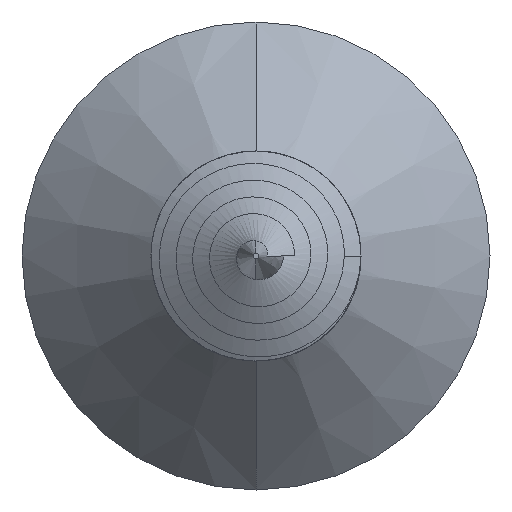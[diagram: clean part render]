
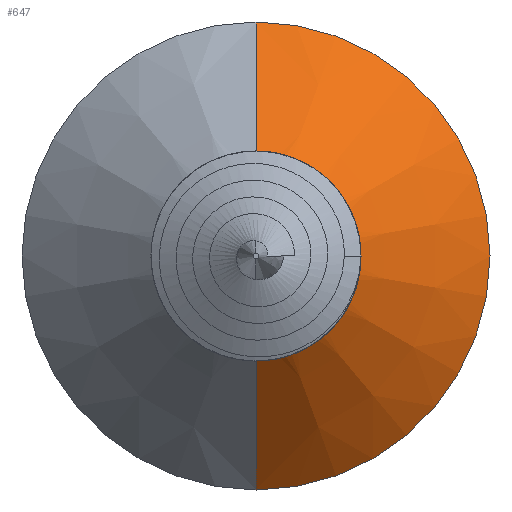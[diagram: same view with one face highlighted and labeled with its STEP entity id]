
A CAD part, front view. The second image highlights one B-rep face of the part: STEP entity #647.
In plain terms, the highlighted conical face has half-angle 45 degrees and reference radius 2.5 mm.
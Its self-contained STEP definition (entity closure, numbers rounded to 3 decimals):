
#8 = CARTESIAN_POINT ( 'NONE',  ( 0., 40., 0. ) ) ;
#9 = DIRECTION ( 'NONE',  ( 0., 1., 0. ) ) ;
#10 = DIRECTION ( 'NONE',  ( 0., 0., 1. ) ) ;
#441 = CARTESIAN_POINT ( 'NONE',  ( 0., 35., 2.5 ) ) ;
#450 = CARTESIAN_POINT ( 'NONE',  ( 0., 40., -7.5 ) ) ;
#520 = CARTESIAN_POINT ( 'NONE',  ( 0., 40., 7.5 ) ) ;
#546 = CARTESIAN_POINT ( 'NONE',  ( 0., 35., -2.5 ) ) ;
#647 = ADVANCED_FACE ( 'NONE', ( #3275 ), #3979, .T. ) ;
#1583 = CARTESIAN_POINT ( 'NONE',  ( 0., 35., 0. ) ) ;
#1584 = DIRECTION ( 'NONE',  ( 0., 1., 0. ) ) ;
#1585 = DIRECTION ( 'NONE',  ( 0., 0., 1. ) ) ;
#1686 = LINE ( 'NONE', #1687, #3413 ) ;
#1687 = CARTESIAN_POINT ( 'NONE',  ( 0., 35., -2.5 ) ) ;
#1688 = DIRECTION ( 'NONE',  ( 0., 0.707, -0.707 ) ) ;
#1689 = LINE ( 'NONE', #1690, #3412 ) ;
#1690 = CARTESIAN_POINT ( 'NONE',  ( 0., 35., 2.5 ) ) ;
#1691 = DIRECTION ( 'NONE',  ( 0., 0.707, 0.707 ) ) ;
#2054 = EDGE_CURVE ( 'NONE', #3138, #3067, #4029, .T. ) ;
#2795 = ORIENTED_EDGE ( 'NONE', *, *, #3449, .T. ) ;
#2796 = ORIENTED_EDGE ( 'NONE', *, *, #2054, .F. ) ;
#2797 = ORIENTED_EDGE ( 'NONE', *, *, #3460, .F. ) ;
#3022 = EDGE_LOOP ( 'NONE', ( #2795, #3024, #2796, #2797 ) ) ;
#3024 = ORIENTED_EDGE ( 'NONE', *, *, #3459, .T. ) ;
#3057 = VERTEX_POINT ( 'NONE', #441 ) ;
#3067 = VERTEX_POINT ( 'NONE', #450 ) ;
#3138 = VERTEX_POINT ( 'NONE', #520 ) ;
#3164 = VERTEX_POINT ( 'NONE', #546 ) ;
#3273 = DIRECTION ( 'NONE',  ( 0., 0., 1. ) ) ;
#3274 = CARTESIAN_POINT ( 'NONE',  ( 0., 35., 0. ) ) ;
#3275 = FACE_OUTER_BOUND ( 'NONE', #3022, .T. ) ;
#3276 = DIRECTION ( 'NONE',  ( 0., 1., 0. ) ) ;
#3404 = CIRCLE ( 'NONE', #3405, 2.5 ) ;
#3405 = AXIS2_PLACEMENT_3D ( 'NONE', #1583, #1584, #1585 ) ;
#3412 = VECTOR ( 'NONE', #1691, 1000. ) ;
#3413 = VECTOR ( 'NONE', #1688, 1000. ) ;
#3449 = EDGE_CURVE ( 'NONE', #3057, #3164, #3404, .T. ) ;
#3459 = EDGE_CURVE ( 'NONE', #3164, #3067, #1686, .T. ) ;
#3460 = EDGE_CURVE ( 'NONE', #3057, #3138, #1689, .T. ) ;
#3979 = CONICAL_SURFACE ( 'NONE', #3998, 2.5, 0.785 ) ;
#3998 = AXIS2_PLACEMENT_3D ( 'NONE', #3274, #3276, #3273 ) ;
#4008 = AXIS2_PLACEMENT_3D ( 'NONE', #8, #9, #10 ) ;
#4029 = CIRCLE ( 'NONE', #4008, 7.5 ) ;
